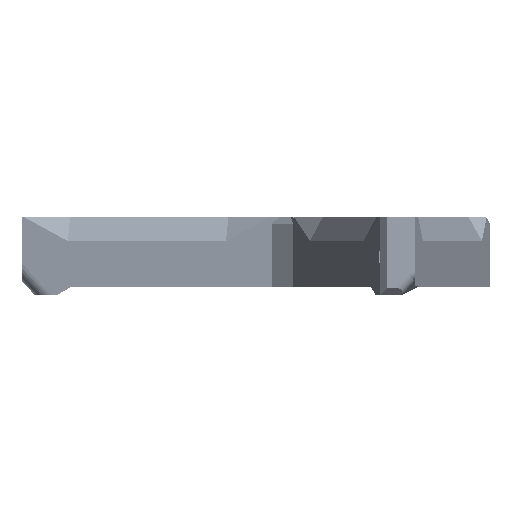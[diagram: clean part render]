
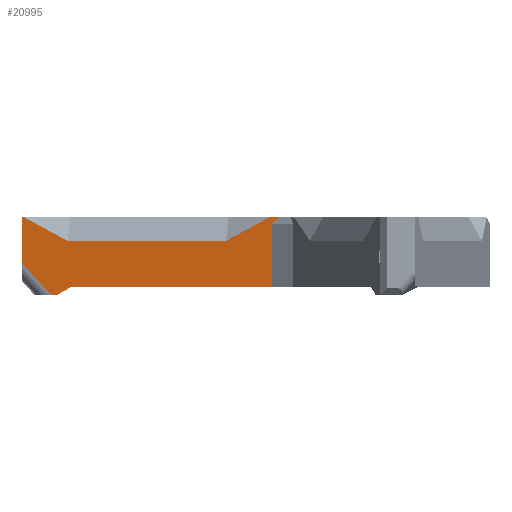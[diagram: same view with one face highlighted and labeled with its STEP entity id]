
A CAD part, left-side view. The second image highlights one B-rep face of the part: STEP entity #20995.
In plain terms, the highlighted planar face has unit normal (-0.983, 0.185, 0).
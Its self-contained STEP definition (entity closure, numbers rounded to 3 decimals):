
#1245=PLANE('',#22549);
#2327=FACE_OUTER_BOUND('',#3586,.T.);
#3586=EDGE_LOOP('',(#19507,#19508,#19509,#19510,#19511,#19512,#19513,#19514,
#19515,#19516,#19517,#19518));
#5983=LINE('',#45420,#7860);
#5987=LINE('',#45428,#7864);
#6151=LINE('',#46055,#8028);
#6467=LINE('',#46687,#8344);
#6534=LINE('',#46844,#8411);
#6539=LINE('',#46853,#8416);
#6552=LINE('',#46883,#8429);
#6554=LINE('',#46886,#8431);
#6555=LINE('',#46888,#8432);
#6556=LINE('',#46889,#8433);
#6557=LINE('',#46890,#8434);
#6558=LINE('',#46891,#8435);
#7860=VECTOR('',#25976,10.);
#7864=VECTOR('',#25980,10.);
#8028=VECTOR('',#26686,10.);
#8344=VECTOR('',#27208,10.);
#8411=VECTOR('',#27365,10.);
#8416=VECTOR('',#27372,10.);
#8429=VECTOR('',#27401,10.);
#8431=VECTOR('',#27405,10.);
#8432=VECTOR('',#27408,10.);
#8433=VECTOR('',#27409,10.);
#8434=VECTOR('',#27410,10.);
#8435=VECTOR('',#27411,10.);
#10031=VERTEX_POINT('',#45417);
#10032=VERTEX_POINT('',#45419);
#10035=VERTEX_POINT('',#45425);
#10036=VERTEX_POINT('',#45427);
#10227=VERTEX_POINT('',#46052);
#10228=VERTEX_POINT('',#46054);
#10441=VERTEX_POINT('',#46686);
#10483=VERTEX_POINT('',#46837);
#10486=VERTEX_POINT('',#46842);
#10489=VERTEX_POINT('',#46851);
#10497=VERTEX_POINT('',#46880);
#10498=VERTEX_POINT('',#46882);
#12798=EDGE_CURVE('',#10031,#10032,#5983,.T.);
#12802=EDGE_CURVE('',#10035,#10036,#5987,.T.);
#13101=EDGE_CURVE('',#10228,#10227,#6151,.T.);
#13420=EDGE_CURVE('',#10036,#10441,#6467,.F.);
#13496=EDGE_CURVE('',#10486,#10483,#6534,.T.);
#13501=EDGE_CURVE('',#10486,#10489,#6539,.T.);
#13515=EDGE_CURVE('',#10498,#10497,#6552,.T.);
#13517=EDGE_CURVE('',#10035,#10498,#6554,.T.);
#13518=EDGE_CURVE('',#10228,#10489,#6555,.T.);
#13519=EDGE_CURVE('',#10441,#10227,#6556,.T.);
#13520=EDGE_CURVE('',#10497,#10032,#6557,.T.);
#13521=EDGE_CURVE('',#10483,#10031,#6558,.T.);
#19507=ORIENTED_EDGE('',*,*,#13496,.F.);
#19508=ORIENTED_EDGE('',*,*,#13501,.T.);
#19509=ORIENTED_EDGE('',*,*,#13518,.F.);
#19510=ORIENTED_EDGE('',*,*,#13101,.T.);
#19511=ORIENTED_EDGE('',*,*,#13519,.F.);
#19512=ORIENTED_EDGE('',*,*,#13420,.F.);
#19513=ORIENTED_EDGE('',*,*,#12802,.F.);
#19514=ORIENTED_EDGE('',*,*,#13517,.T.);
#19515=ORIENTED_EDGE('',*,*,#13515,.T.);
#19516=ORIENTED_EDGE('',*,*,#13520,.T.);
#19517=ORIENTED_EDGE('',*,*,#12798,.F.);
#19518=ORIENTED_EDGE('',*,*,#13521,.F.);
#20995=ADVANCED_FACE('',(#2327),#1245,.T.);
#22549=AXIS2_PLACEMENT_3D('',#46887,#27406,#27407);
#25976=DIRECTION('',(-0.185,-0.983,0.));
#25980=DIRECTION('',(-0.185,-0.983,0.));
#26686=DIRECTION('',(-0.185,-0.983,0.));
#27208=DIRECTION('',(-0.141,-0.75,0.646));
#27365=DIRECTION('',(0.126,0.67,0.731));
#27372=DIRECTION('',(-0.185,-0.983,0.));
#27401=DIRECTION('',(0.185,0.983,0.));
#27405=DIRECTION('',(0.163,0.866,-0.472));
#27406=DIRECTION('center_axis',(-0.983,0.185,0.));
#27407=DIRECTION('ref_axis',(-0.185,-0.983,0.));
#27408=DIRECTION('',(0.161,0.855,-0.493));
#27409=DIRECTION('',(0.,0.,-1.));
#27410=DIRECTION('',(0.163,0.866,0.472));
#27411=DIRECTION('',(0.,0.,1.));
#45417=CARTESIAN_POINT('',(-19.518,139.,33.7));
#45419=CARTESIAN_POINT('',(-19.63,138.403,33.7));
#45420=CARTESIAN_POINT('',(-19.518,139.,33.7));
#45425=CARTESIAN_POINT('',(-39.61,32.218,33.7));
#45427=CARTESIAN_POINT('',(-40.378,28.139,33.7));
#45428=CARTESIAN_POINT('',(-19.518,139.,33.7));
#46052=CARTESIAN_POINT('',(-39.722,31.621,3.7));
#46054=CARTESIAN_POINT('',(-23.546,117.591,3.7));
#46055=CARTESIAN_POINT('',(-39.881,30.776,3.7));
#46686=CARTESIAN_POINT('',(-39.722,31.621,30.7));
#46687=CARTESIAN_POINT('',(-33.283,65.842,1.222));
#46837=CARTESIAN_POINT('',(-19.518,139.,13.669));
#46842=CARTESIAN_POINT('',(-21.876,126.47,0.));
#46844=CARTESIAN_POINT('',(-20.95,131.387,5.364));
#46851=CARTESIAN_POINT('',(-22.34,124.,0.));
#46853=CARTESIAN_POINT('',(-19.518,139.,0.));
#46880=CARTESIAN_POINT('',(-23.216,119.345,23.308));
#46882=CARTESIAN_POINT('',(-36.024,51.276,23.308));
#46883=CARTESIAN_POINT('',(-21.367,129.172,23.308));
#46886=CARTESIAN_POINT('',(-29.115,87.994,3.285));
#46887=CARTESIAN_POINT('Origin',(-19.518,139.,0.));
#46888=CARTESIAN_POINT('',(-22.239,124.538,-0.311));
#46889=CARTESIAN_POINT('',(-39.722,31.621,0.));
#46890=CARTESIAN_POINT('',(-21.99,125.86,26.86));
#46891=CARTESIAN_POINT('',(-19.518,139.,0.));
